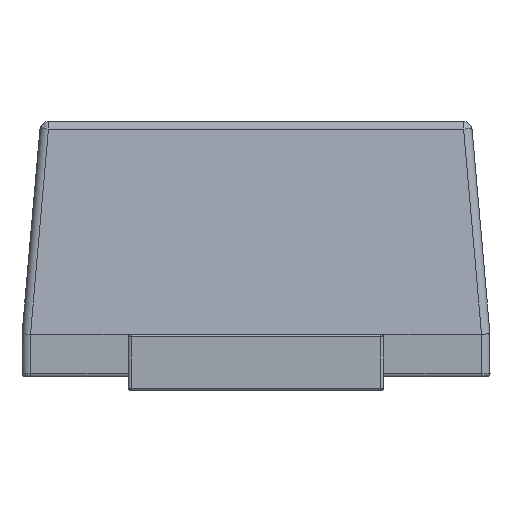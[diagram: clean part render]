
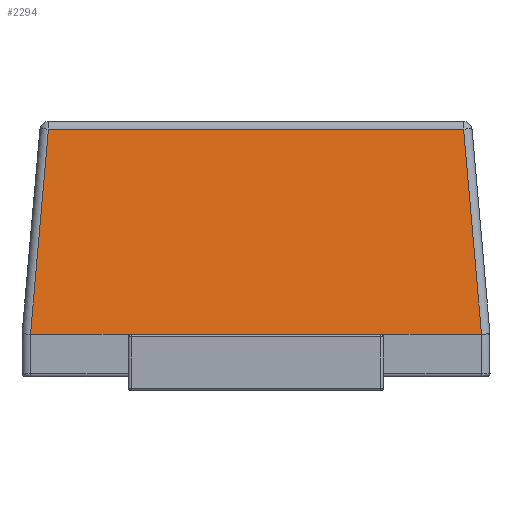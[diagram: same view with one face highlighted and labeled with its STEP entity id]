
A CAD part, left-side view. The second image highlights one B-rep face of the part: STEP entity #2294.
In plain terms, the highlighted planar face has unit normal (-0.996, 0, 0.087).
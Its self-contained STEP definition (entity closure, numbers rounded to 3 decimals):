
#1027 = VERTEX_POINT('',#1028);
#1028 = CARTESIAN_POINT('',(-1.35,-0.795,0.2));
#1050 = EDGE_CURVE('',#1051,#1027,#1053,.T.);
#1051 = VERTEX_POINT('',#1052);
#1052 = CARTESIAN_POINT('',(-1.35,-0.44,0.2));
#1053 = LINE('',#1054,#1055);
#1054 = CARTESIAN_POINT('',(-1.35,0.,0.2));
#1055 = VECTOR('',#1056,1.);
#1056 = DIRECTION('',(0.,-1.,0.));
#1293 = VERTEX_POINT('',#1294);
#1294 = CARTESIAN_POINT('',(-1.35,0.44,0.2));
#1317 = EDGE_CURVE('',#1318,#1293,#1320,.T.);
#1318 = VERTEX_POINT('',#1319);
#1319 = CARTESIAN_POINT('',(-1.35,0.795,0.2));
#1320 = LINE('',#1321,#1322);
#1321 = CARTESIAN_POINT('',(-1.35,0.,0.2));
#1322 = VECTOR('',#1323,1.);
#1323 = DIRECTION('',(0.,-1.,0.));
#1808 = VERTEX_POINT('',#1809);
#1809 = CARTESIAN_POINT('',(-1.287,-0.732,
    0.923));
#1816 = EDGE_CURVE('',#1027,#1808,#1817,.T.);
#1817 = LINE('',#1818,#1819);
#1818 = CARTESIAN_POINT('',(-1.35,-0.795,0.2));
#1819 = VECTOR('',#1820,1.);
#1820 = DIRECTION('',(0.087,0.087,
    0.992));
#1832 = EDGE_CURVE('',#1051,#1293,#1833,.T.);
#1833 = LINE('',#1834,#1835);
#1834 = CARTESIAN_POINT('',(-1.35,0.45,0.2));
#1835 = VECTOR('',#1836,1.);
#1836 = DIRECTION('',(0.,1.,0.));
#2010 = VERTEX_POINT('',#2011);
#2011 = CARTESIAN_POINT('',(-1.287,0.732,
    0.923));
#2027 = EDGE_CURVE('',#1318,#2010,#2028,.T.);
#2028 = LINE('',#2029,#2030);
#2029 = CARTESIAN_POINT('',(-1.344,0.789,
    0.269));
#2030 = VECTOR('',#2031,1.);
#2031 = DIRECTION('',(0.087,-0.087,
    0.992));
#2294 = ADVANCED_FACE('',(#2295),#2308,.T.);
#2295 = FACE_BOUND('',#2296,.T.);
#2296 = EDGE_LOOP('',(#2297,#2298,#2299,#2305,#2306,#2307));
#2297 = ORIENTED_EDGE('',*,*,#1050,.T.);
#2298 = ORIENTED_EDGE('',*,*,#1816,.T.);
#2299 = ORIENTED_EDGE('',*,*,#2300,.T.);
#2300 = EDGE_CURVE('',#1808,#2010,#2301,.T.);
#2301 = LINE('',#2302,#2303);
#2302 = CARTESIAN_POINT('',(-1.287,0.,
    0.923));
#2303 = VECTOR('',#2304,1.);
#2304 = DIRECTION('',(0.,1.,0.));
#2305 = ORIENTED_EDGE('',*,*,#2027,.F.);
#2306 = ORIENTED_EDGE('',*,*,#1317,.T.);
#2307 = ORIENTED_EDGE('',*,*,#1832,.F.);
#2308 = PLANE('',#2309);
#2309 = AXIS2_PLACEMENT_3D('',#2310,#2311,#2312);
#2310 = CARTESIAN_POINT('',(-1.35,0.,0.2));
#2311 = DIRECTION('',(-0.996,0.,0.087));
#2312 = DIRECTION('',(0.087,0.,0.996));
